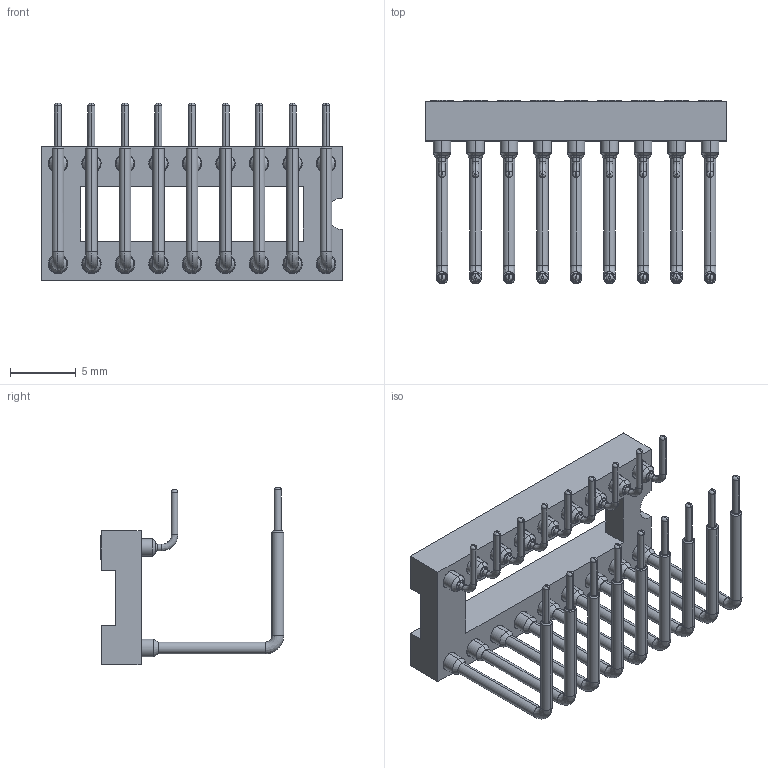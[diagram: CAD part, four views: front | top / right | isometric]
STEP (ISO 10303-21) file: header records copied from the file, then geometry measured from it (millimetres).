
FILE_DESCRIPTION( ('This file contains a STEP AP42 implementation' ,'as created by ZW3D STEP Interface translator.') ,'2;1' );
FILE_NAME( '7110-30118RXX097X1.stp' ,'231219.101838', (''), ('ZWCAD Software Co.'), 'Version 1.0', 'ZW3D to STEP translator', '' );
FILE_SCHEMA(('AUTOMOTIVE_DESIGN { 1 0 10303 214 1 1 1 1 }'));
Length unit declared in the file: millimetre
Products named in the file (2): 0; 7110-30118RXX097X1
Bounding box: 22.86 x 13.9 x 13.46 mm (x, y, z)
Volume: 520.8 mm3; surface area: 2138.4 mm2
Topology: 1 solids, 1 shells, 1546 faces, 3726 edges, 2334 vertices
Faces by surface type: bspline 666, plane 455, cone 351, cylinder 74
Entity records: 87866 total; most frequent: CARTESIAN_POINT 60462, ORIENTED_EDGE 7596, EDGE_CURVE 3726, B_SPLINE_CURVE_WITH_KNOTS 3555, VERTEX_POINT 2334, DIRECTION 1834, EDGE_LOOP 1700, FACE_OUTER_BOUND 1546
